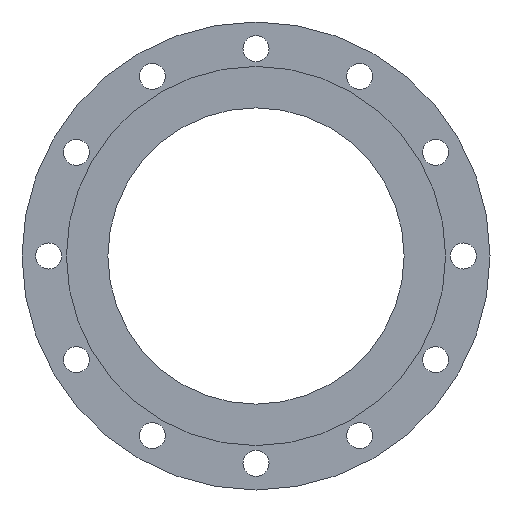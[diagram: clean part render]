
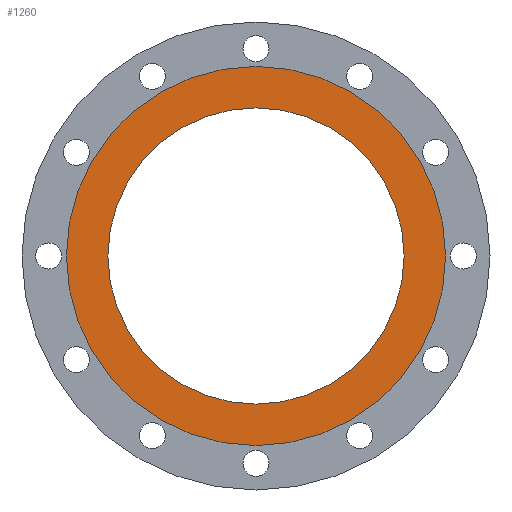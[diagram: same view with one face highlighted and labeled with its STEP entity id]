
A CAD part, front view. The second image highlights one B-rep face of the part: STEP entity #1260.
In plain terms, the highlighted planar face has unit normal (0, -1, 0).
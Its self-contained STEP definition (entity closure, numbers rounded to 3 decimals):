
#140 = CARTESIAN_POINT ( 'NONE',  ( 0., 0., 0. ) ) ;
#154 = AXIS2_PLACEMENT_3D ( 'NONE', #222, #1324, #877 ) ;
#173 = VERTEX_POINT ( 'NONE', #210 ) ;
#179 = ORIENTED_EDGE ( 'NONE', *, *, #762, .T. ) ;
#210 = CARTESIAN_POINT ( 'NONE',  ( 0., 0., -125. ) ) ;
#222 = CARTESIAN_POINT ( 'NONE',  ( 0., 0., 125. ) ) ;
#255 = DIRECTION ( 'NONE',  ( 0., 1., 0. ) ) ;
#273 = DIRECTION ( 'NONE',  ( 0., 1., 0. ) ) ;
#299 = DIRECTION ( 'NONE',  ( 0., 0., 1. ) ) ;
#318 = DIRECTION ( 'NONE',  ( 0., 0., 1. ) ) ;
#354 = EDGE_CURVE ( 'NONE', #907, #1388, #367, .T. ) ;
#367 = CIRCLE ( 'NONE', #729, 160. ) ;
#463 = AXIS2_PLACEMENT_3D ( 'NONE', #903, #255, #1012 ) ;
#491 = CARTESIAN_POINT ( 'NONE',  ( 0., 0., 0. ) ) ;
#505 = CIRCLE ( 'NONE', #463, 160. ) ;
#569 = FACE_BOUND ( 'NONE', #1098, .T. ) ;
#613 = CARTESIAN_POINT ( 'NONE',  ( 0., 0., 160. ) ) ;
#618 = ORIENTED_EDGE ( 'NONE', *, *, #1126, .F. ) ;
#636 = CIRCLE ( 'NONE', #1120, 125. ) ;
#666 = PLANE ( 'NONE',  #154 ) ;
#697 = ORIENTED_EDGE ( 'NONE', *, *, #896, .T. ) ;
#703 = CARTESIAN_POINT ( 'NONE',  ( 0., 0., -160. ) ) ;
#729 = AXIS2_PLACEMENT_3D ( 'NONE', #1079, #1171, #318 ) ;
#762 = EDGE_CURVE ( 'NONE', #173, #782, #636, .T. ) ;
#782 = VERTEX_POINT ( 'NONE', #889 ) ;
#795 = DIRECTION ( 'NONE',  ( 0., 1., 0. ) ) ;
#833 = AXIS2_PLACEMENT_3D ( 'NONE', #491, #273, #299 ) ;
#861 = DIRECTION ( 'NONE',  ( 0., 0., 1. ) ) ;
#877 = DIRECTION ( 'NONE',  ( 0., 0., -1. ) ) ;
#889 = CARTESIAN_POINT ( 'NONE',  ( 0., 0., 125. ) ) ;
#896 = EDGE_CURVE ( 'NONE', #782, #173, #1307, .T. ) ;
#903 = CARTESIAN_POINT ( 'NONE',  ( 0., 0., 0. ) ) ;
#907 = VERTEX_POINT ( 'NONE', #703 ) ;
#1012 = DIRECTION ( 'NONE',  ( 0., 0., 1. ) ) ;
#1079 = CARTESIAN_POINT ( 'NONE',  ( 0., 0., 0. ) ) ;
#1098 = EDGE_LOOP ( 'NONE', ( #697, #179 ) ) ;
#1108 = ORIENTED_EDGE ( 'NONE', *, *, #354, .F. ) ;
#1120 = AXIS2_PLACEMENT_3D ( 'NONE', #140, #795, #861 ) ;
#1126 = EDGE_CURVE ( 'NONE', #1388, #907, #505, .T. ) ;
#1171 = DIRECTION ( 'NONE',  ( 0., 1., 0. ) ) ;
#1212 = FACE_OUTER_BOUND ( 'NONE', #1338, .T. ) ;
#1260 = ADVANCED_FACE ( 'NONE', ( #569, #1212 ), #666, .T. ) ;
#1307 = CIRCLE ( 'NONE', #833, 125. ) ;
#1324 = DIRECTION ( 'NONE',  ( 0., -1., 0. ) ) ;
#1338 = EDGE_LOOP ( 'NONE', ( #618, #1108 ) ) ;
#1388 = VERTEX_POINT ( 'NONE', #613 ) ;
